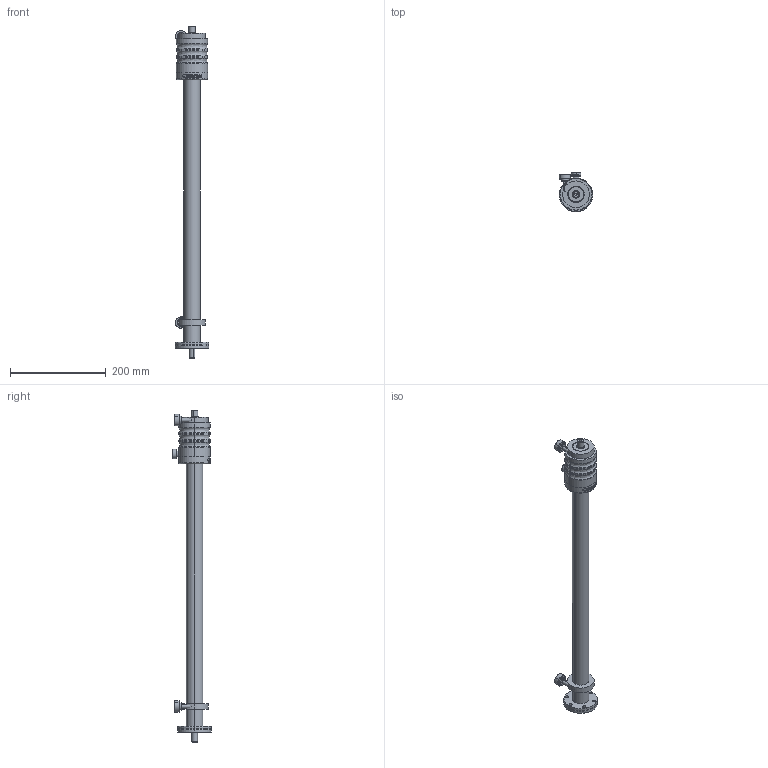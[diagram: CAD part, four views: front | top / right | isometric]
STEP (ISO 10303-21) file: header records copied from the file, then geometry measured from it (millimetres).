
FILE_DESCRIPTION (( 'STEP AP214' ), '1' );
FILE_NAME ('420MDM040-0500.stp', '2024-11-14T09:14:19', ( '' ), ( '' ), 'SwSTEP 2.0', 'SolidWorks 2023', '' );
FILE_SCHEMA (( 'AUTOMOTIVE_DESIGN' ));
Length unit declared in the file: millimetre
Products named in the file (19): 420MDM040-0000-04.01 00 Kunden-Rohr 34x1_420MDM040-0500-04.01 00 Rohr 34x1 500mm Hub_1; K_420MDM040-0000-05.01 01 Kunden-Klemmring_2; ISO 7380 - M5X16; K_420MDM040-0000-01.00 00 Kunden-Handstueck; K_420MDM040-0000-04.00 00 Kunden-Rohrgehaeuse_K_420MDM040-0500-04.00 00 Kunden-Rohrgehaeuse_1; 420MDM040-0500; K_420MDM040-0000-03.00 00 Kunden-Innenlaeufer_K_420MDM040-0500-03.00 00 Kunden-Innenlaeufer_1; K_420MDM040-0000-01.01 00 Kunden-Handstueck-Aussenteil; 420MDM040-0000-05.02 00 Distanzhuelse_2; K_420MDM040-0000-04.03 00 Kunden-CF_DN40_420MDM040-0000-04.03_2; K_420MDM040-0000-05.00 00 Kunden-Klemmring-Baugruppe_2; K_420MDM040-0000-02.00 00 Kunden-Linearfuehrung_2; 420MDM040-0000-04.02 00 Deckel_2; DIN 938 - M6 x 35_2; VMRM014x06A00111_2; RaendelmutterDIN6303_M5; K_420MDM040-0000-03.01 00 Kunden-Welle_K_420MDM040-0500-03.01 00 Kunden-Welle_1; K_420MDM040-0000-02.01 00 Kunden-Wellenfuehrung_2; TR-0000069900_PV Logo
Assembly tree (19 placements, depth 3):
  420MDM040-0500
    K_420MDM040-0000-04.00 00 Kunden-Rohrgehaeuse_K_420MDM040-0500-04.00 00 Kunden-Rohrgehaeuse_1
      420MDM040-0000-04.01 00 Kunden-Rohr 34x1_420MDM040-0500-04.01 00 Rohr 34x1 500mm Hub_1
      420MDM040-0000-04.02 00 Deckel_2
      K_420MDM040-0000-04.03 00 Kunden-CF_DN40_420MDM040-0000-04.03_2
    K_420MDM040-0000-02.00 00 Kunden-Linearfuehrung_2
      K_420MDM040-0000-02.01 00 Kunden-Wellenfuehrung_2
    K_420MDM040-0000-01.00 00 Kunden-Handstueck
      K_420MDM040-0000-01.01 00 Kunden-Handstueck-Aussenteil
      RaendelmutterDIN6303_M5
      ISO 7380 - M5X16
      TR-0000069900_PV Logo
    K_420MDM040-0000-03.00 00 Kunden-Innenlaeufer_K_420MDM040-0500-03.00 00 Kunden-Innenlaeufer_1
      K_420MDM040-0000-03.01 00 Kunden-Welle_K_420MDM040-0500-03.01 00 Kunden-Welle_1
    K_420MDM040-0000-05.00 00 Kunden-Klemmring-Baugruppe_2  x2
      K_420MDM040-0000-05.01 01 Kunden-Klemmring_2
      420MDM040-0000-05.02 00 Distanzhuelse_2
      VMRM014x06A00111_2
      DIN 938 - M6 x 35_2
Bounding box: 69.95 x 80.9 x 692 mm (x, y, z)
Volume: 503560.2 mm3; surface area: 250802.4 mm2
Topology: 17 solids, 17 shells, 502 faces, 1249 edges, 804 vertices
Faces by surface type: plane 197, cylinder 184, cone 73, bspline 46, torus 2
Entity records: 14423 total; most frequent: CARTESIAN_POINT 4055, DIRECTION 2100, ORIENTED_EDGE 2042, EDGE_CURVE 1021, AXIS2_PLACEMENT_3D 863, VERTEX_POINT 660, EDGE_LOOP 475, CIRCLE 466
